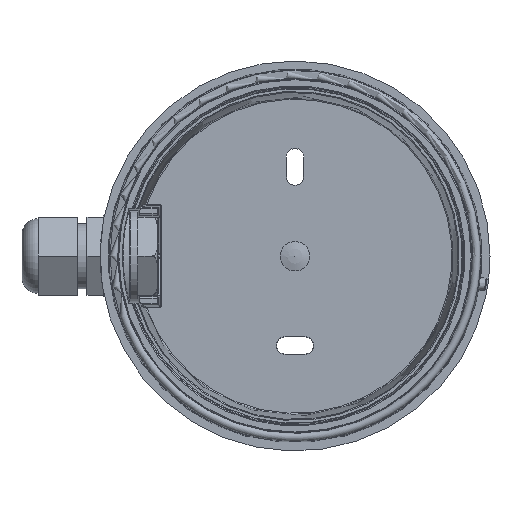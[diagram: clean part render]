
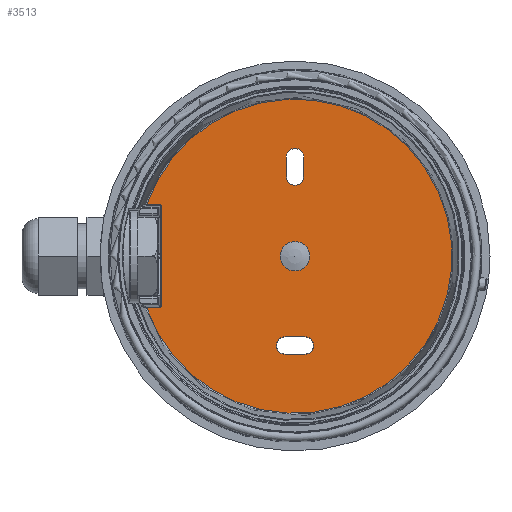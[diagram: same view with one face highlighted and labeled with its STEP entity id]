
A CAD part, top view. The second image highlights one B-rep face of the part: STEP entity #3513.
In plain terms, the highlighted planar face has unit normal (0, 0, 1).
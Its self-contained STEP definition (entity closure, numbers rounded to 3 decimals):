
#129=ELLIPSE('',#3868,0.8,0.8);
#130=ELLIPSE('',#3870,0.8,0.8);
#270=LINE('',#7217,#455);
#271=LINE('',#7219,#456);
#273=LINE('',#7222,#458);
#291=LINE('',#7393,#476);
#292=LINE('',#7396,#477);
#293=LINE('',#7401,#478);
#294=LINE('',#7404,#479);
#455=VECTOR('',#4730,10.);
#456=VECTOR('',#4733,10.);
#458=VECTOR('',#4737,10.);
#476=VECTOR('',#4789,10.);
#477=VECTOR('',#4792,10.);
#478=VECTOR('',#4795,10.);
#479=VECTOR('',#4798,10.);
#560=FACE_BOUND('',#1053,.T.);
#561=FACE_BOUND('',#1054,.T.);
#562=FACE_BOUND('',#1055,.T.);
#828=FACE_OUTER_BOUND('',#1052,.T.);
#1052=EDGE_LOOP('',(#2927,#2928,#2929,#2930,#2931,#2932));
#1053=EDGE_LOOP('',(#2933,#2934));
#1054=EDGE_LOOP('',(#2935,#2936,#2937,#2938));
#1055=EDGE_LOOP('',(#2939,#2940,#2941,#2942));
#1185=CIRCLE('',#3734,4.529);
#1186=CIRCLE('',#3735,4.529);
#1263=CIRCLE('',#3881,48.331);
#1265=CIRCLE('',#3901,2.744);
#1266=CIRCLE('',#3902,2.744);
#1267=CIRCLE('',#3903,2.744);
#1268=CIRCLE('',#3904,2.744);
#1439=VERTEX_POINT('',#5723);
#1440=VERTEX_POINT('',#5724);
#1555=VERTEX_POINT('',#7141);
#1556=VERTEX_POINT('',#7143);
#1557=VERTEX_POINT('',#7171);
#1558=VERTEX_POINT('',#7172);
#1560=VERTEX_POINT('',#7178);
#1561=VERTEX_POINT('',#7211);
#1574=VERTEX_POINT('',#7389);
#1575=VERTEX_POINT('',#7390);
#1576=VERTEX_POINT('',#7392);
#1577=VERTEX_POINT('',#7394);
#1578=VERTEX_POINT('',#7397);
#1579=VERTEX_POINT('',#7398);
#1580=VERTEX_POINT('',#7400);
#1581=VERTEX_POINT('',#7402);
#1825=EDGE_CURVE('',#1439,#1440,#1185,.T.);
#1826=EDGE_CURVE('',#1440,#1439,#1186,.T.);
#2004=EDGE_CURVE('',#1555,#1556,#129,.T.);
#2006=EDGE_CURVE('',#1557,#1558,#130,.T.);
#2015=EDGE_CURVE('',#1561,#1560,#1263,.T.);
#2016=EDGE_CURVE('',#1558,#1561,#270,.T.);
#2017=EDGE_CURVE('',#1560,#1555,#271,.T.);
#2019=EDGE_CURVE('',#1556,#1557,#273,.T.);
#2046=EDGE_CURVE('',#1574,#1575,#1265,.T.);
#2047=EDGE_CURVE('',#1575,#1576,#291,.T.);
#2048=EDGE_CURVE('',#1576,#1577,#1266,.T.);
#2049=EDGE_CURVE('',#1577,#1574,#292,.T.);
#2050=EDGE_CURVE('',#1578,#1579,#1267,.T.);
#2051=EDGE_CURVE('',#1579,#1580,#293,.T.);
#2052=EDGE_CURVE('',#1580,#1581,#1268,.T.);
#2053=EDGE_CURVE('',#1581,#1578,#294,.T.);
#2927=ORIENTED_EDGE('',*,*,#2015,.F.);
#2928=ORIENTED_EDGE('',*,*,#2016,.F.);
#2929=ORIENTED_EDGE('',*,*,#2006,.F.);
#2930=ORIENTED_EDGE('',*,*,#2019,.F.);
#2931=ORIENTED_EDGE('',*,*,#2004,.F.);
#2932=ORIENTED_EDGE('',*,*,#2017,.F.);
#2933=ORIENTED_EDGE('',*,*,#1825,.T.);
#2934=ORIENTED_EDGE('',*,*,#1826,.T.);
#2935=ORIENTED_EDGE('',*,*,#2046,.T.);
#2936=ORIENTED_EDGE('',*,*,#2047,.T.);
#2937=ORIENTED_EDGE('',*,*,#2048,.T.);
#2938=ORIENTED_EDGE('',*,*,#2049,.T.);
#2939=ORIENTED_EDGE('',*,*,#2050,.T.);
#2940=ORIENTED_EDGE('',*,*,#2051,.T.);
#2941=ORIENTED_EDGE('',*,*,#2052,.T.);
#2942=ORIENTED_EDGE('',*,*,#2053,.T.);
#3148=PLANE('',#3900);
#3513=ADVANCED_FACE('',(#828,#560,#561,#562),#3148,.T.);
#3734=AXIS2_PLACEMENT_3D('',#5725,#4391,#4392);
#3735=AXIS2_PLACEMENT_3D('',#5726,#4393,#4394);
#3868=AXIS2_PLACEMENT_3D('',#7144,#4700,#4701);
#3870=AXIS2_PLACEMENT_3D('',#7173,#4704,#4705);
#3881=AXIS2_PLACEMENT_3D('',#7215,#4726,#4727);
#3900=AXIS2_PLACEMENT_3D('',#7388,#4785,#4786);
#3901=AXIS2_PLACEMENT_3D('',#7391,#4787,#4788);
#3902=AXIS2_PLACEMENT_3D('',#7395,#4790,#4791);
#3903=AXIS2_PLACEMENT_3D('',#7399,#4793,#4794);
#3904=AXIS2_PLACEMENT_3D('',#7403,#4796,#4797);
#4391=DIRECTION('center_axis',(0.,0.,-1.));
#4392=DIRECTION('ref_axis',(0.,1.,0.));
#4393=DIRECTION('center_axis',(0.,0.,-1.));
#4394=DIRECTION('ref_axis',(0.,1.,0.));
#4700=DIRECTION('center_axis',(0.,0.,1.));
#4701=DIRECTION('ref_axis',(0.707,-0.707,0.));
#4704=DIRECTION('center_axis',(0.,0.,1.));
#4705=DIRECTION('ref_axis',(0.707,0.707,0.));
#4726=DIRECTION('center_axis',(0.,0.,-1.));
#4727=DIRECTION('ref_axis',(1.,0.,0.));
#4730=DIRECTION('',(-1.,0.,0.));
#4733=DIRECTION('',(1.,0.,0.));
#4737=DIRECTION('',(0.,1.,0.));
#4785=DIRECTION('center_axis',(0.,0.,1.));
#4786=DIRECTION('ref_axis',(1.,0.,0.));
#4787=DIRECTION('center_axis',(0.,0.,-1.));
#4788=DIRECTION('ref_axis',(0.,-1.,0.));
#4789=DIRECTION('',(-1.,0.,0.));
#4790=DIRECTION('center_axis',(0.,0.,-1.));
#4791=DIRECTION('ref_axis',(0.,1.,0.));
#4792=DIRECTION('',(1.,0.,0.));
#4793=DIRECTION('center_axis',(0.,0.,-1.));
#4794=DIRECTION('ref_axis',(-1.,0.,0.));
#4795=DIRECTION('',(0.,1.,0.));
#4796=DIRECTION('center_axis',(0.,0.,-1.));
#4797=DIRECTION('ref_axis',(1.,0.,0.));
#4798=DIRECTION('',(0.,-1.,0.));
#5723=CARTESIAN_POINT('',(0.,-4.529,-27.5));
#5724=CARTESIAN_POINT('',(-4.529,0.,-27.5));
#5725=CARTESIAN_POINT('Origin',(0.,0.,-27.5));
#5726=CARTESIAN_POINT('Origin',(0.,0.,-27.5));
#7141=CARTESIAN_POINT('',(-41.883,-15.917,-27.5));
#7143=CARTESIAN_POINT('',(-41.083,-15.117,-27.5));
#7144=CARTESIAN_POINT('Origin',(-41.883,-15.117,-27.5));
#7171=CARTESIAN_POINT('',(-41.083,15.117,-27.5));
#7172=CARTESIAN_POINT('',(-41.883,15.917,-27.5));
#7173=CARTESIAN_POINT('Origin',(-41.883,15.117,-27.5));
#7178=CARTESIAN_POINT('',(-45.635,-15.917,-27.5));
#7211=CARTESIAN_POINT('',(-45.635,15.917,-27.5));
#7215=CARTESIAN_POINT('Origin',(0.,0.,-27.5));
#7217=CARTESIAN_POINT('',(-45.359,15.917,-27.5));
#7219=CARTESIAN_POINT('',(-45.359,-15.917,-27.5));
#7222=CARTESIAN_POINT('',(-41.083,0.,-27.5));
#7388=CARTESIAN_POINT('Origin',(-48.717,0.,-27.5));
#7389=CARTESIAN_POINT('',(3.,-24.756,-27.5));
#7390=CARTESIAN_POINT('',(3.,-30.244,-27.5));
#7391=CARTESIAN_POINT('Origin',(3.,-27.5,-27.5));
#7392=CARTESIAN_POINT('',(-3.,-30.244,-27.5));
#7393=CARTESIAN_POINT('',(-22.859,-30.244,-27.5));
#7394=CARTESIAN_POINT('',(-3.,-24.756,-27.5));
#7395=CARTESIAN_POINT('Origin',(-3.,-27.5,-27.5));
#7396=CARTESIAN_POINT('',(-25.859,-24.756,-27.5));
#7397=CARTESIAN_POINT('',(2.744,24.5,-27.5));
#7398=CARTESIAN_POINT('',(-2.744,24.5,-27.5));
#7399=CARTESIAN_POINT('Origin',(0.,24.5,-27.5));
#7400=CARTESIAN_POINT('',(-2.744,30.5,-27.5));
#7401=CARTESIAN_POINT('',(-2.744,12.25,-27.5));
#7402=CARTESIAN_POINT('',(2.744,30.5,-27.5));
#7403=CARTESIAN_POINT('Origin',(0.,30.5,-27.5));
#7404=CARTESIAN_POINT('',(2.744,15.25,-27.5));
